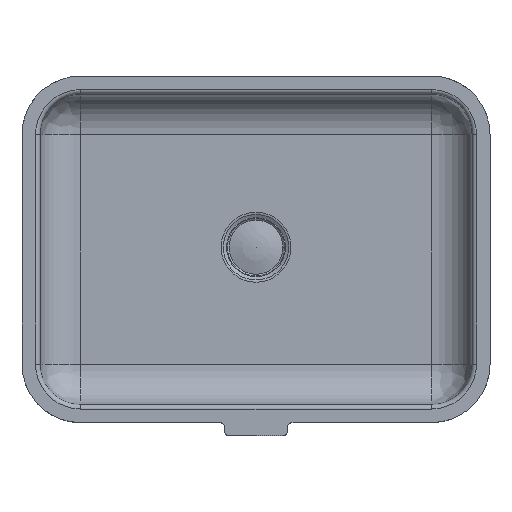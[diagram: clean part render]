
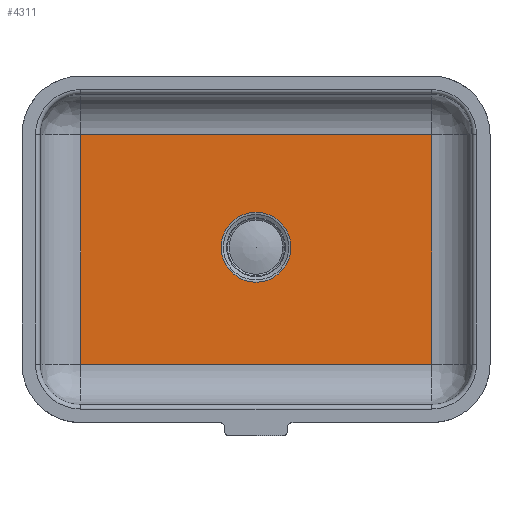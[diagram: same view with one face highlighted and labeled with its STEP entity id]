
A CAD part, top view. The second image highlights one B-rep face of the part: STEP entity #4311.
In plain terms, the highlighted planar face has unit normal (0, 0, 1).
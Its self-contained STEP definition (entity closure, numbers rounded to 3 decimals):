
#4257=CARTESIAN_POINT('',(222.916,-123.027,40.));
#4258=VERTEX_POINT('',#4257);
#4259=CARTESIAN_POINT('',(222.916,-161.867,40.));
#4260=DIRECTION('',(0.0,0.0,1.0));
#4261=DIRECTION('',(0.0,-1.0,0.0));
#4262=AXIS2_PLACEMENT_3D('',#4259,#4260,#4261);
#4263=CIRCLE('',#4262,38.84);
#4264=EDGE_CURVE('',#4258,#4258,#4263,.T.);
#4269=CARTESIAN_POINT('',(222.916,-164.367,40.));
#4270=DIRECTION('',(0.0,0.0,1.0));
#4271=DIRECTION('',(1.0,0.0,0.0));
#4272=AXIS2_PLACEMENT_3D('',#4269,#4270,#4271);
#4273=PLANE('',#4272);
#4274=CARTESIAN_POINT('',(27.916,-36.867,40.));
#4275=VERTEX_POINT('',#4274);
#4276=CARTESIAN_POINT('',(417.916,-36.867,40.));
#4277=VERTEX_POINT('',#4276);
#4278=CARTESIAN_POINT('',(27.916,-36.867,40.));
#4279=DIRECTION('',(1.0,0.0,0.0));
#4280=VECTOR('',#4279,390.);
#4281=LINE('',#4278,#4280);
#4282=EDGE_CURVE('',#4275,#4277,#4281,.T.);
#4283=ORIENTED_EDGE('',*,*,#4282,.F.);
#4284=CARTESIAN_POINT('',(27.916,-291.867,40.));
#4285=VERTEX_POINT('',#4284);
#4286=CARTESIAN_POINT('',(27.916,-291.867,40.));
#4287=DIRECTION('',(0.0,1.0,0.0));
#4288=VECTOR('',#4287,255.0);
#4289=LINE('',#4286,#4288);
#4290=EDGE_CURVE('',#4285,#4275,#4289,.T.);
#4291=ORIENTED_EDGE('',*,*,#4290,.F.);
#4292=CARTESIAN_POINT('',(417.916,-291.867,40.));
#4293=VERTEX_POINT('',#4292);
#4294=CARTESIAN_POINT('',(417.916,-291.867,40.));
#4295=DIRECTION('',(-1.0,0.0,0.0));
#4296=VECTOR('',#4295,390.);
#4297=LINE('',#4294,#4296);
#4298=EDGE_CURVE('',#4293,#4285,#4297,.T.);
#4299=ORIENTED_EDGE('',*,*,#4298,.F.);
#4300=CARTESIAN_POINT('',(417.916,-36.867,40.));
#4301=DIRECTION('',(0.0,-1.0,0.0));
#4302=VECTOR('',#4301,255.0);
#4303=LINE('',#4300,#4302);
#4304=EDGE_CURVE('',#4277,#4293,#4303,.T.);
#4305=ORIENTED_EDGE('',*,*,#4304,.F.);
#4306=EDGE_LOOP('',(#4283,#4291,#4299,#4305));
#4307=FACE_OUTER_BOUND('',#4306,.T.);
#4308=ORIENTED_EDGE('',*,*,#4264,.F.);
#4309=EDGE_LOOP('',(#4308));
#4310=FACE_BOUND('',#4309,.T.);
#4311=ADVANCED_FACE('',(#4307,#4310),#4273,.T.);
